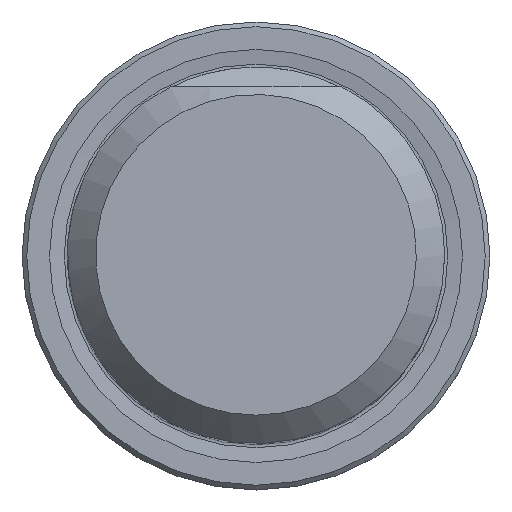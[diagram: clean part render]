
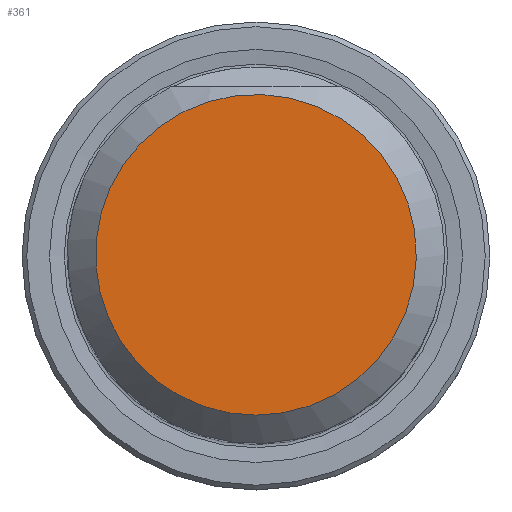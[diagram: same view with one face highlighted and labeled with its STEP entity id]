
A CAD part, top view. The second image highlights one B-rep face of the part: STEP entity #361.
In plain terms, the highlighted planar face has unit normal (0, 0, 1).
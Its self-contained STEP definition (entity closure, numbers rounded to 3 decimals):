
#243=PLANE('',#6068);
#361=ADVANCED_FACE('',(#788),#243,.T.);
#788=FACE_OUTER_BOUND('',#1055,.T.);
#1055=EDGE_LOOP('',(#1715));
#1407=CIRCLE('',#6067,16.996);
#1715=ORIENTED_EDGE('',*,*,#3854,.T.);
#3287=VERTEX_POINT('',#9297);
#3854=EDGE_CURVE('',#3287,#3287,#1407,.T.);
#6067=AXIS2_PLACEMENT_3D('',#9296,#6931,#6932);
#6068=AXIS2_PLACEMENT_3D('',#9298,#6933,#6934);
#6931=DIRECTION('',(0.,0.,1.));
#6932=DIRECTION('',(0.,-1.,0.));
#6933=DIRECTION('',(0.,0.,1.));
#6934=DIRECTION('',(0.,-1.,0.));
#9296=CARTESIAN_POINT('',(0.,0.,70.));
#9297=CARTESIAN_POINT('',(0.,-16.996,70.));
#9298=CARTESIAN_POINT('',(0.,0.,70.));
